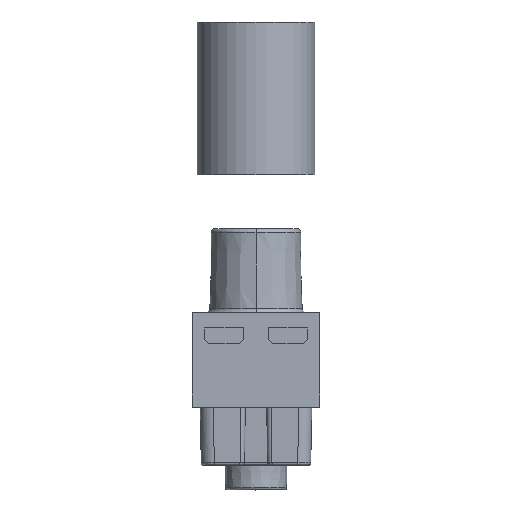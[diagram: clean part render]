
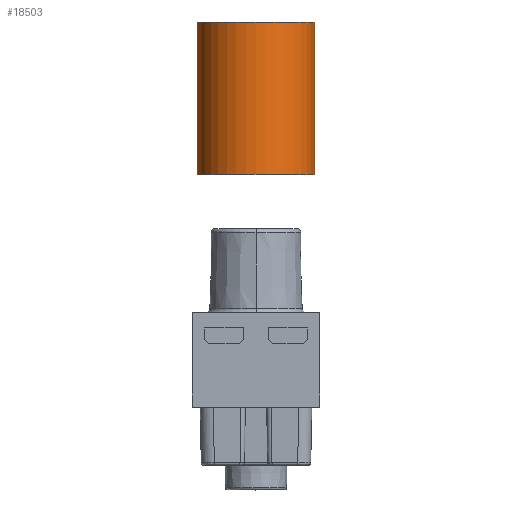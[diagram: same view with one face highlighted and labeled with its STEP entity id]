
A CAD part, top view. The second image highlights one B-rep face of the part: STEP entity #18503.
In plain terms, the highlighted cylindrical face has radius 13.5 mm (diameter 27 mm), a partial arc.
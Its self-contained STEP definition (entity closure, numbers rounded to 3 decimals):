
#18391=CARTESIAN_POINT('',(0.,88.7,0.));
#18392=DIRECTION('',(0.,-1.,0.));
#18393=DIRECTION('',(1.,0.,0.));
#18394=AXIS2_PLACEMENT_3D('',#18391,#18392,#18393);
#18406=DIRECTION('',(0.,-1.,0.));
#18407=VECTOR('',#18406,35.);
#18408=CARTESIAN_POINT('',(-13.5,88.7,0.));
#18409=LINE('',#18408,#18407);
#18410=DIRECTION('',(0.,1.,0.));
#18411=VECTOR('',#18410,35.);
#18412=CARTESIAN_POINT('',(13.5,53.7,0.));
#18413=LINE('',#18412,#18411);
#18419=CARTESIAN_POINT('',(0.,53.7,0.));
#18420=DIRECTION('',(0.,1.,0.));
#18421=DIRECTION('',(-1.,0.,0.));
#18422=AXIS2_PLACEMENT_3D('',#18419,#18420,#18421);
#18442=CARTESIAN_POINT('',(-13.5,88.7,0.));
#18443=CARTESIAN_POINT('',(13.5,88.7,0.));
#18444=VERTEX_POINT('',#18442);
#18445=VERTEX_POINT('',#18443);
#18450=CARTESIAN_POINT('',(-13.5,53.7,0.));
#18451=VERTEX_POINT('',#18450);
#18452=CARTESIAN_POINT('',(13.5,53.7,0.));
#18453=VERTEX_POINT('',#18452);
#18491=CARTESIAN_POINT('',(0.,53.,0.));
#18492=DIRECTION('',(0.,1.,0.));
#18493=DIRECTION('',(1.,0.,0.));
#18494=AXIS2_PLACEMENT_3D('',#18491,#18492,#18493);
#18495=CYLINDRICAL_SURFACE('',#18494,13.5);
#18496=ORIENTED_EDGE('',*,*,#18465,.F.);
#18497=ORIENTED_EDGE('',*,*,#18486,.F.);
#18499=ORIENTED_EDGE('',*,*,#18498,.F.);
#18500=ORIENTED_EDGE('',*,*,#18482,.F.);
#18501=EDGE_LOOP('',(#18496,#18497,#18499,#18500));
#18502=FACE_OUTER_BOUND('',#18501,.F.);
#18503=ADVANCED_FACE('',(#18502),#18495,.T.);
#18395=CIRCLE('',#18394,13.5);
#18423=CIRCLE('',#18422,13.5);
#18465=EDGE_CURVE('',#18445,#18444,#18395,.T.);
#18482=EDGE_CURVE('',#18444,#18451,#18409,.T.);
#18486=EDGE_CURVE('',#18453,#18445,#18413,.T.);
#18498=EDGE_CURVE('',#18451,#18453,#18423,.T.);
